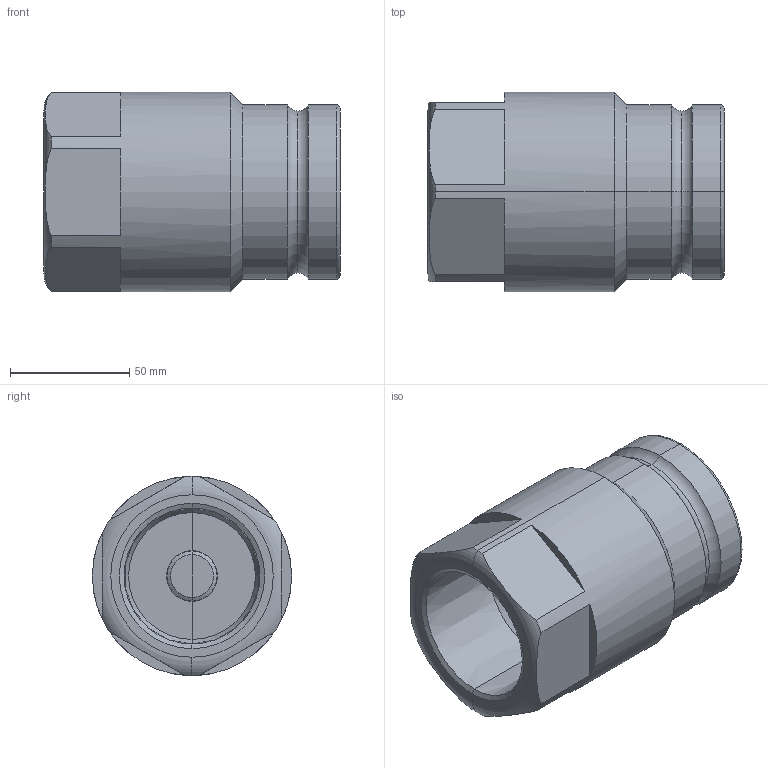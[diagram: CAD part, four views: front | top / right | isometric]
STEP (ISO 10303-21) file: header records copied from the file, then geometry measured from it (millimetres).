
FILE_DESCRIPTION (( 'STEP AP214' ), '1' );
FILE_NAME ('BF50.7108_IC_JV.STEP', '2016-10-13T09:30:09', ( '' ), ( '' ), 'SwSTEP 2.0', 'SolidWorks 2016', '' );
FILE_SCHEMA (( 'AUTOMOTIVE_DESIGN' ));
Length unit declared in the file: millimetre
Products named in the file (1): BF50.7108_IC_JV
Bounding box: 123.99 x 83.42 x 83.42 mm (x, y, z)
Volume: 495599.2 mm3; surface area: 48557.5 mm2
Topology: 1 solids, 1 shells, 49 faces, 110 edges, 63 vertices
Faces by surface type: cone 16, plane 15, torus 10, cylinder 8
Entity records: 1518 total; most frequent: CARTESIAN_POINT 371, DIRECTION 262, ORIENTED_EDGE 216, AXIS2_PLACEMENT_3D 110, EDGE_CURVE 108, VERTEX_POINT 63, CIRCLE 60, EDGE_LOOP 51
